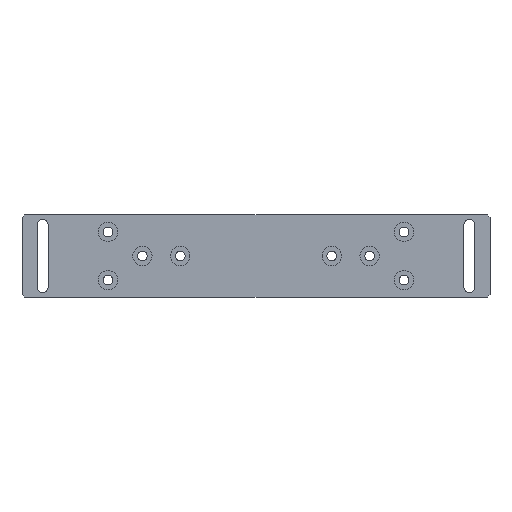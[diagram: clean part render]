
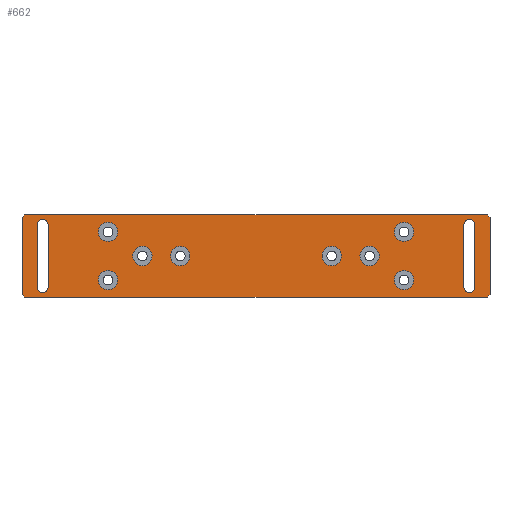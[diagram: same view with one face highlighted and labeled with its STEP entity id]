
A CAD part, top view. The second image highlights one B-rep face of the part: STEP entity #662.
In plain terms, the highlighted planar face has unit normal (0, 0, 1).
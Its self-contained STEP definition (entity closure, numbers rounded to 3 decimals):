
#40=CIRCLE('',#718,4.05);
#41=CIRCLE('',#719,4.05);
#42=CIRCLE('',#720,4.05);
#43=CIRCLE('',#721,4.05);
#44=CIRCLE('',#722,7.);
#45=CIRCLE('',#723,7.);
#46=CIRCLE('',#724,7.);
#47=CIRCLE('',#725,7.);
#48=CIRCLE('',#726,7.);
#49=CIRCLE('',#727,7.);
#50=CIRCLE('',#728,7.);
#51=CIRCLE('',#729,7.);
#96=ORIENTED_EDGE('',*,*,#256,.F.);
#97=ORIENTED_EDGE('',*,*,#257,.T.);
#98=ORIENTED_EDGE('',*,*,#258,.T.);
#99=ORIENTED_EDGE('',*,*,#259,.T.);
#100=ORIENTED_EDGE('',*,*,#260,.F.);
#101=ORIENTED_EDGE('',*,*,#261,.T.);
#102=ORIENTED_EDGE('',*,*,#262,.T.);
#103=ORIENTED_EDGE('',*,*,#263,.T.);
#104=ORIENTED_EDGE('',*,*,#264,.T.);
#105=ORIENTED_EDGE('',*,*,#265,.T.);
#106=ORIENTED_EDGE('',*,*,#266,.T.);
#107=ORIENTED_EDGE('',*,*,#267,.T.);
#108=ORIENTED_EDGE('',*,*,#268,.T.);
#109=ORIENTED_EDGE('',*,*,#269,.T.);
#110=ORIENTED_EDGE('',*,*,#270,.T.);
#111=ORIENTED_EDGE('',*,*,#271,.T.);
#112=ORIENTED_EDGE('',*,*,#242,.T.);
#113=ORIENTED_EDGE('',*,*,#272,.T.);
#114=ORIENTED_EDGE('',*,*,#244,.T.);
#115=ORIENTED_EDGE('',*,*,#273,.T.);
#116=ORIENTED_EDGE('',*,*,#250,.T.);
#117=ORIENTED_EDGE('',*,*,#274,.T.);
#118=ORIENTED_EDGE('',*,*,#254,.T.);
#119=ORIENTED_EDGE('',*,*,#275,.T.);
#242=EDGE_CURVE('',#323,#322,#386,.T.);
#244=EDGE_CURVE('',#324,#325,#388,.T.);
#250=EDGE_CURVE('',#331,#330,#394,.T.);
#254=EDGE_CURVE('',#335,#334,#398,.T.);
#256=EDGE_CURVE('',#336,#337,#400,.T.);
#257=EDGE_CURVE('',#336,#338,#40,.F.);
#258=EDGE_CURVE('',#338,#339,#401,.T.);
#259=EDGE_CURVE('',#339,#337,#41,.F.);
#260=EDGE_CURVE('',#340,#341,#402,.T.);
#261=EDGE_CURVE('',#340,#342,#42,.F.);
#262=EDGE_CURVE('',#342,#343,#403,.T.);
#263=EDGE_CURVE('',#343,#341,#43,.F.);
#264=EDGE_CURVE('',#344,#344,#44,.T.);
#265=EDGE_CURVE('',#345,#345,#45,.T.);
#266=EDGE_CURVE('',#346,#346,#46,.T.);
#267=EDGE_CURVE('',#347,#347,#47,.T.);
#268=EDGE_CURVE('',#348,#348,#48,.T.);
#269=EDGE_CURVE('',#349,#349,#49,.T.);
#270=EDGE_CURVE('',#350,#350,#50,.T.);
#271=EDGE_CURVE('',#351,#351,#51,.T.);
#272=EDGE_CURVE('',#322,#324,#404,.F.);
#273=EDGE_CURVE('',#325,#331,#405,.F.);
#274=EDGE_CURVE('',#330,#335,#406,.F.);
#275=EDGE_CURVE('',#334,#323,#407,.F.);
#322=VERTEX_POINT('',#1007);
#323=VERTEX_POINT('',#1009);
#324=VERTEX_POINT('',#1013);
#325=VERTEX_POINT('',#1014);
#330=VERTEX_POINT('',#1025);
#331=VERTEX_POINT('',#1027);
#334=VERTEX_POINT('',#1034);
#335=VERTEX_POINT('',#1036);
#336=VERTEX_POINT('',#1040);
#337=VERTEX_POINT('',#1041);
#338=VERTEX_POINT('',#1043);
#339=VERTEX_POINT('',#1045);
#340=VERTEX_POINT('',#1048);
#341=VERTEX_POINT('',#1049);
#342=VERTEX_POINT('',#1051);
#343=VERTEX_POINT('',#1053);
#344=VERTEX_POINT('',#1056);
#345=VERTEX_POINT('',#1058);
#346=VERTEX_POINT('',#1060);
#347=VERTEX_POINT('',#1062);
#348=VERTEX_POINT('',#1064);
#349=VERTEX_POINT('',#1066);
#350=VERTEX_POINT('',#1068);
#351=VERTEX_POINT('',#1070);
#386=LINE('',#1008,#426);
#388=LINE('',#1012,#428);
#394=LINE('',#1026,#434);
#398=LINE('',#1035,#438);
#400=LINE('',#1039,#440);
#401=LINE('',#1044,#441);
#402=LINE('',#1047,#442);
#403=LINE('',#1052,#443);
#404=LINE('',#1071,#444);
#405=LINE('',#1072,#445);
#406=LINE('',#1073,#446);
#407=LINE('',#1074,#447);
#426=VECTOR('',#801,1000.);
#428=VECTOR('',#805,1000.);
#434=VECTOR('',#813,1000.);
#438=VECTOR('',#819,1000.);
#440=VECTOR('',#823,1000.);
#441=VECTOR('',#826,1000.);
#442=VECTOR('',#829,1000.);
#443=VECTOR('',#832,1000.);
#444=VECTOR('',#851,1000.);
#445=VECTOR('',#852,1000.);
#446=VECTOR('',#853,1000.);
#447=VECTOR('',#854,1000.);
#468=EDGE_LOOP('',(#96,#97,#98,#99));
#469=EDGE_LOOP('',(#100,#101,#102,#103));
#470=EDGE_LOOP('',(#104));
#471=EDGE_LOOP('',(#105));
#472=EDGE_LOOP('',(#106));
#473=EDGE_LOOP('',(#107));
#474=EDGE_LOOP('',(#108));
#475=EDGE_LOOP('',(#109));
#476=EDGE_LOOP('',(#110));
#477=EDGE_LOOP('',(#111));
#478=EDGE_LOOP('',(#112,#113,#114,#115,#116,#117,#118,#119));
#554=FACE_BOUND('',#468,.T.);
#555=FACE_BOUND('',#469,.T.);
#556=FACE_BOUND('',#470,.T.);
#557=FACE_BOUND('',#471,.T.);
#558=FACE_BOUND('',#472,.T.);
#559=FACE_BOUND('',#473,.T.);
#560=FACE_BOUND('',#474,.T.);
#561=FACE_BOUND('',#475,.T.);
#562=FACE_BOUND('',#476,.T.);
#563=FACE_BOUND('',#477,.T.);
#564=FACE_BOUND('',#478,.T.);
#640=PLANE('',#717);
#662=ADVANCED_FACE('',(#554,#555,#556,#557,#558,#559,#560,#561,#562,#563,
#564),#640,.T.);
#717=AXIS2_PLACEMENT_3D('',#1038,#821,#822);
#718=AXIS2_PLACEMENT_3D('',#1042,#824,#825);
#719=AXIS2_PLACEMENT_3D('',#1046,#827,#828);
#720=AXIS2_PLACEMENT_3D('',#1050,#830,#831);
#721=AXIS2_PLACEMENT_3D('',#1054,#833,#834);
#722=AXIS2_PLACEMENT_3D('',#1055,#835,#836);
#723=AXIS2_PLACEMENT_3D('',#1057,#837,#838);
#724=AXIS2_PLACEMENT_3D('',#1059,#839,#840);
#725=AXIS2_PLACEMENT_3D('',#1061,#841,#842);
#726=AXIS2_PLACEMENT_3D('',#1063,#843,#844);
#727=AXIS2_PLACEMENT_3D('',#1065,#845,#846);
#728=AXIS2_PLACEMENT_3D('',#1067,#847,#848);
#729=AXIS2_PLACEMENT_3D('',#1069,#849,#850);
#801=DIRECTION('',(0.,-1.,0.));
#805=DIRECTION('',(1.,0.,0.));
#813=DIRECTION('',(0.,1.,0.));
#819=DIRECTION('',(-1.,0.,0.));
#821=DIRECTION('',(0.,0.,1.));
#822=DIRECTION('',(1.,0.,0.));
#823=DIRECTION('',(0.,-1.,0.));
#824=DIRECTION('',(0.,0.,1.));
#825=DIRECTION('',(1.,0.,0.));
#826=DIRECTION('',(0.,-1.,0.));
#827=DIRECTION('',(0.,0.,1.));
#828=DIRECTION('',(1.,0.,0.));
#829=DIRECTION('',(0.,-1.,0.));
#830=DIRECTION('',(0.,0.,1.));
#831=DIRECTION('',(1.,0.,0.));
#832=DIRECTION('',(0.,-1.,0.));
#833=DIRECTION('',(0.,0.,1.));
#834=DIRECTION('',(1.,0.,0.));
#835=DIRECTION('',(0.,0.,-1.));
#836=DIRECTION('',(0.,-1.,0.));
#837=DIRECTION('',(0.,0.,-1.));
#838=DIRECTION('',(0.,-1.,0.));
#839=DIRECTION('',(0.,0.,-1.));
#840=DIRECTION('',(0.,-1.,0.));
#841=DIRECTION('',(0.,0.,-1.));
#842=DIRECTION('',(0.,-1.,0.));
#843=DIRECTION('',(0.,0.,-1.));
#844=DIRECTION('',(0.,-1.,0.));
#845=DIRECTION('',(0.,0.,-1.));
#846=DIRECTION('',(0.,-1.,0.));
#847=DIRECTION('',(0.,0.,-1.));
#848=DIRECTION('',(0.,-1.,0.));
#849=DIRECTION('',(0.,0.,-1.));
#850=DIRECTION('',(0.,-1.,0.));
#851=DIRECTION('',(-0.707,0.707,0.));
#852=DIRECTION('',(-0.707,-0.707,0.));
#853=DIRECTION('',(0.707,-0.707,0.));
#854=DIRECTION('',(0.707,0.707,0.));
#1007=CARTESIAN_POINT('',(0.,2.,10.));
#1008=CARTESIAN_POINT('',(0.,60.,10.));
#1009=CARTESIAN_POINT('',(0.,58.,10.));
#1012=CARTESIAN_POINT('',(0.,0.,10.));
#1013=CARTESIAN_POINT('',(2.,0.,10.));
#1014=CARTESIAN_POINT('',(338.,0.,10.));
#1025=CARTESIAN_POINT('',(340.,58.,10.));
#1026=CARTESIAN_POINT('',(340.,0.,10.));
#1027=CARTESIAN_POINT('',(340.,2.,10.));
#1034=CARTESIAN_POINT('',(2.,60.,10.));
#1035=CARTESIAN_POINT('',(340.,60.,10.));
#1036=CARTESIAN_POINT('',(338.,60.,10.));
#1038=CARTESIAN_POINT('',(0.,0.,10.));
#1039=CARTESIAN_POINT('',(320.95,0.,10.));
#1040=CARTESIAN_POINT('',(320.95,52.5,10.));
#1041=CARTESIAN_POINT('',(320.95,7.5,10.));
#1042=CARTESIAN_POINT('',(325.,52.5,10.));
#1043=CARTESIAN_POINT('',(329.05,52.5,10.));
#1044=CARTESIAN_POINT('',(329.05,0.,10.));
#1045=CARTESIAN_POINT('',(329.05,7.5,10.));
#1046=CARTESIAN_POINT('',(325.,7.5,10.));
#1047=CARTESIAN_POINT('',(10.95,0.,10.));
#1048=CARTESIAN_POINT('',(10.95,52.5,10.));
#1049=CARTESIAN_POINT('',(10.95,7.5,10.));
#1050=CARTESIAN_POINT('',(15.,52.5,10.));
#1051=CARTESIAN_POINT('',(19.05,52.5,10.));
#1052=CARTESIAN_POINT('',(19.05,0.,10.));
#1053=CARTESIAN_POINT('',(19.05,7.5,10.));
#1054=CARTESIAN_POINT('',(15.,7.5,10.));
#1055=CARTESIAN_POINT('',(277.5,47.5,10.));
#1056=CARTESIAN_POINT('',(277.5,40.5,10.));
#1057=CARTESIAN_POINT('',(277.5,12.5,10.));
#1058=CARTESIAN_POINT('',(277.5,5.5,10.));
#1059=CARTESIAN_POINT('',(62.5,12.5,10.));
#1060=CARTESIAN_POINT('',(62.5,5.5,10.));
#1061=CARTESIAN_POINT('',(62.5,47.5,10.));
#1062=CARTESIAN_POINT('',(62.5,40.5,10.));
#1063=CARTESIAN_POINT('',(225.,30.,10.));
#1064=CARTESIAN_POINT('',(225.,23.,10.));
#1065=CARTESIAN_POINT('',(252.5,30.,10.));
#1066=CARTESIAN_POINT('',(252.5,23.,10.));
#1067=CARTESIAN_POINT('',(115.,30.,10.));
#1068=CARTESIAN_POINT('',(115.,23.,10.));
#1069=CARTESIAN_POINT('',(87.5,30.,10.));
#1070=CARTESIAN_POINT('',(87.5,23.,10.));
#1071=CARTESIAN_POINT('',(1.,1.,10.));
#1072=CARTESIAN_POINT('',(169.,-169.,10.));
#1073=CARTESIAN_POINT('',(199.,199.,10.));
#1074=CARTESIAN_POINT('',(-29.,29.,10.));
